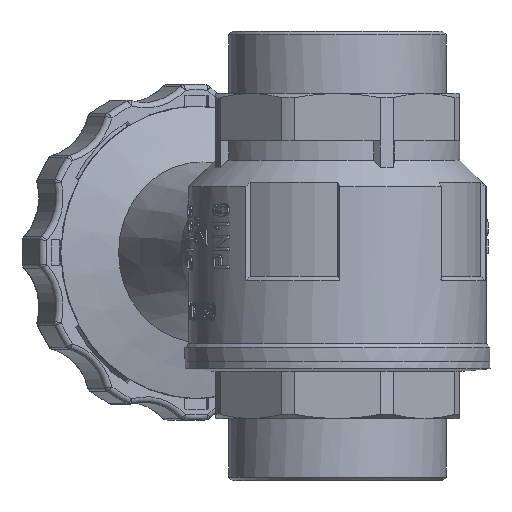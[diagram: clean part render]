
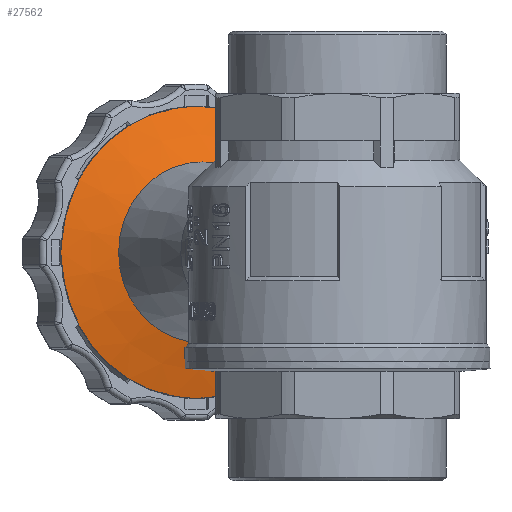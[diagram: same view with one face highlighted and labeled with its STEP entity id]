
A CAD part, left-side view. The second image highlights one B-rep face of the part: STEP entity #27562.
In plain terms, the highlighted conical face has half-angle 73.56 degrees and reference radius 32.375 mm.
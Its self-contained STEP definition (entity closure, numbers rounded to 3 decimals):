
#2211=CONICAL_SURFACE('',#39866,32.375,1.284);
#2986=CIRCLE('',#39865,24.75);
#2987=CIRCLE('',#39867,40.);
#11067=ORIENTED_EDGE('',*,*,#15381,.F.);
#11068=ORIENTED_EDGE('',*,*,#15380,.T.);
#15380=EDGE_CURVE('',#18172,#18172,#2986,.T.);
#15381=EDGE_CURVE('',#18173,#18173,#2987,.T.);
#18172=VERTEX_POINT('',#62982);
#18173=VERTEX_POINT('',#62985);
#23122=EDGE_LOOP('',(#11067));
#23123=EDGE_LOOP('',(#11068));
#24830=FACE_BOUND('',#23122,.T.);
#24831=FACE_BOUND('',#23123,.T.);
#27562=ADVANCED_FACE('',(#24830,#24831),#2211,.T.);
#39865=AXIS2_PLACEMENT_3D('',#62981,#49232,#49233);
#39866=AXIS2_PLACEMENT_3D('',#62983,#49234,#49235);
#39867=AXIS2_PLACEMENT_3D('',#62984,#49236,#49237);
#49232=DIRECTION('',(0.,1.,0.));
#49233=DIRECTION('',(1.,0.,0.));
#49234=DIRECTION('',(0.,1.,0.));
#49235=DIRECTION('',(1.,0.,0.));
#49236=DIRECTION('',(0.,1.,0.));
#49237=DIRECTION('',(-1.,0.,0.));
#62981=CARTESIAN_POINT('',(0.,45.5,0.));
#62982=CARTESIAN_POINT('',(24.75,45.5,0.));
#62983=CARTESIAN_POINT('',(0.,47.75,0.));
#62984=CARTESIAN_POINT('',(0.,50.,0.));
#62985=CARTESIAN_POINT('',(-40.,50.,0.));
